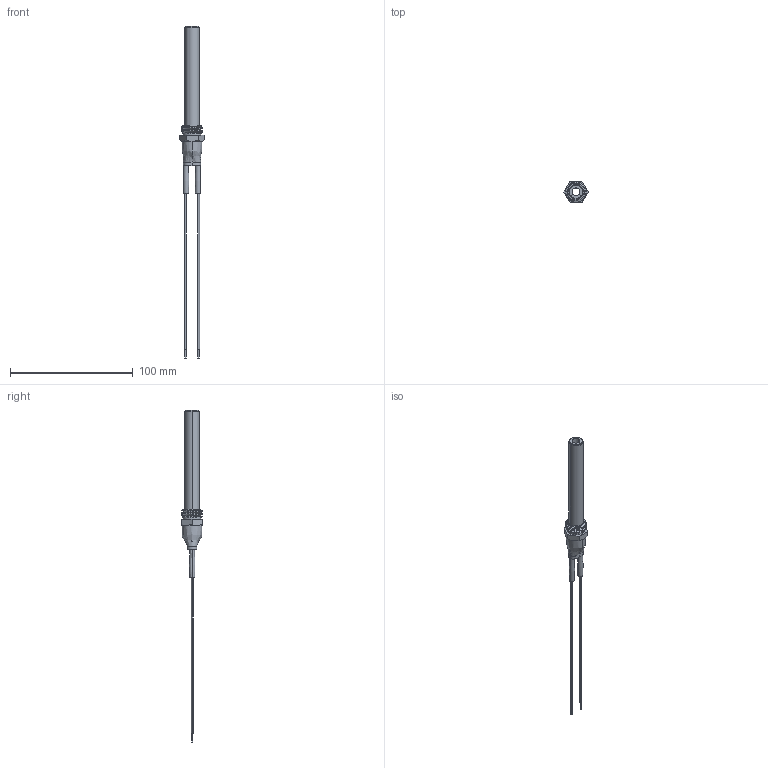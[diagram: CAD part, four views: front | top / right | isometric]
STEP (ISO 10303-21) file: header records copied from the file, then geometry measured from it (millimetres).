
FILE_DESCRIPTION (( 'STEP AP214' ), '1' );
FILE_NAME ('PSx-7-120-W.STEP', '2020-03-16T01:30:30', ( '' ), ( '' ), 'SwSTEP 2.0', 'SolidWorks 2016', '' );
FILE_SCHEMA (( 'AUTOMOTIVE_DESIGN' ));
Length unit declared in the file: millimetre
Products named in the file (9): FEA-TS012; FEA-TS003; FEA-RG092; LCR-3-120-VCFL_PSx-4_7; PSx-1_3_4_5_6_7_Wiring_Assembly_1; PSx-1_3_4_5_6_7_Wiring_Assembly_2; PSx-7-120-W; FEA-KN058; 29071-1
Assembly tree (11 placements, depth 3):
  PSx-7-120-W
    LCR-3-120-VCFL_PSx-4_7
    FEA-KN058
    PSx-1_3_4_5_6_7_Wiring_Assembly_1
      FEA-RG092
      29071-1
      FEA-TS012
    PSx-1_3_4_5_6_7_Wiring_Assembly_2
      FEA-RG092
      29071-1
      FEA-TS012
    FEA-TS003
Bounding box: 19.63 x 17.01 x 271 mm (x, y, z)
Volume: 10998.9 mm3; surface area: 13003.8 mm2
Topology: 12 solids, 12 shells, 237 faces, 573 edges, 366 vertices
Faces by surface type: cylinder 101, plane 78, torus 24, bspline 20, cone 14
Entity records: 28020 total; most frequent: CARTESIAN_POINT 22079, ORIENTED_EDGE 874, DIRECTION 864, EDGE_CURVE 437, AXIS2_PLACEMENT_3D 348, VERTEX_POINT 282, EDGE_LOOP 191, ADVANCED_FACE 177
